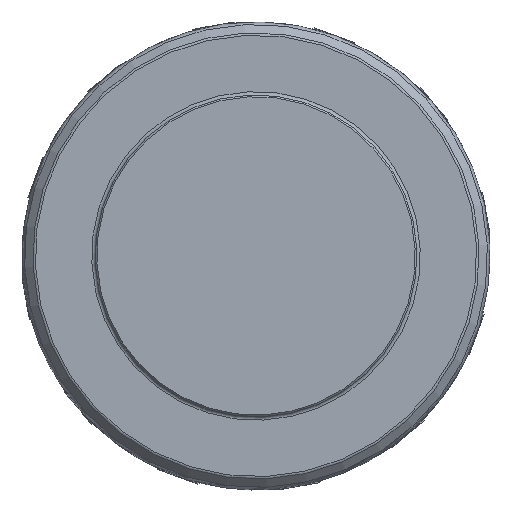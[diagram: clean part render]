
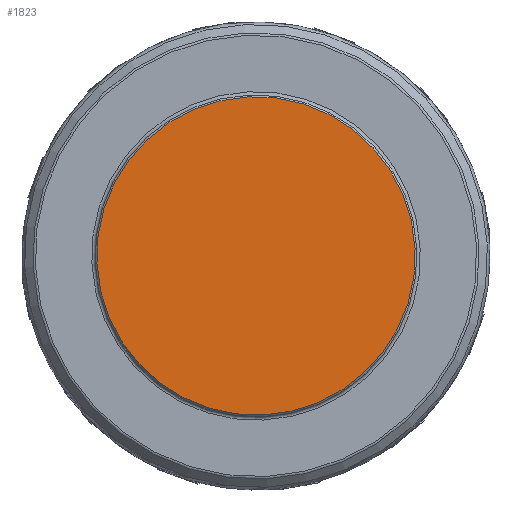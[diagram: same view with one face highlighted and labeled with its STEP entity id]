
A CAD part, top view. The second image highlights one B-rep face of the part: STEP entity #1823.
In plain terms, the highlighted planar face has unit normal (0, 0, 1).
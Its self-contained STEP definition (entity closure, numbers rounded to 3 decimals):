
#1460=PLANE('',#7393);
#1823=ADVANCED_FACE('',(#2220),#1460,.T.);
#2220=FACE_OUTER_BOUND('',#2602,.T.);
#2602=EDGE_LOOP('',(#3448));
#2984=CIRCLE('',#7392,94.);
#3448=ORIENTED_EDGE('',*,*,#6101,.T.);
#5342=VERTEX_POINT('',#11313);
#6101=EDGE_CURVE('',#5342,#5342,#2984,.T.);
#7392=AXIS2_PLACEMENT_3D('',#11312,#8109,#8110);
#7393=AXIS2_PLACEMENT_3D('',#11314,#8111,#8112);
#8109=DIRECTION('',(0.,0.,1.));
#8110=DIRECTION('',(0.976,0.22,0.));
#8111=DIRECTION('',(0.,0.,1.));
#8112=DIRECTION('',(0.976,0.22,0.));
#11312=CARTESIAN_POINT('',(0.,0.,0.));
#11313=CARTESIAN_POINT('',(91.7,20.666,0.));
#11314=CARTESIAN_POINT('',(-95.,0.,0.));
